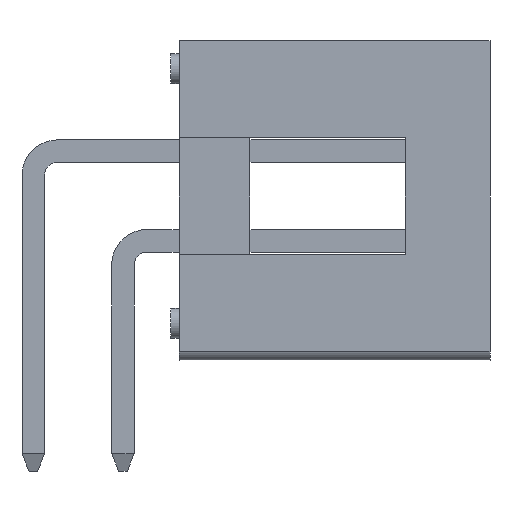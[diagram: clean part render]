
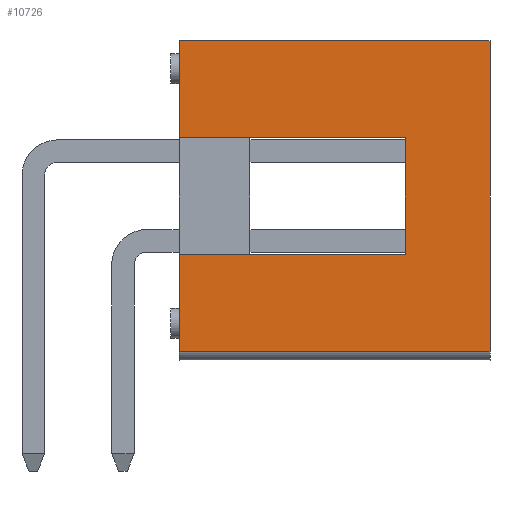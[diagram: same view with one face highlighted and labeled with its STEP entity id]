
A CAD part, front view. The second image highlights one B-rep face of the part: STEP entity #10726.
In plain terms, the highlighted face is planar.
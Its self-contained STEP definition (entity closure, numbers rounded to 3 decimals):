
#239=LINE('',#14197,#1226);
#254=LINE('',#14224,#1241);
#256=LINE('',#14228,#1243);
#260=LINE('',#14241,#1247);
#262=LINE('',#14245,#1249);
#263=LINE('',#14247,#1250);
#264=LINE('',#14248,#1251);
#265=LINE('',#14250,#1252);
#1226=VECTOR('',#12054,1000.);
#1241=VECTOR('',#12077,1000.);
#1243=VECTOR('',#12081,1000.);
#1247=VECTOR('',#12093,1000.);
#1249=VECTOR('',#12097,1000.);
#1250=VECTOR('',#12098,1000.);
#1251=VECTOR('',#12099,1000.);
#1252=VECTOR('',#12100,1000.);
#2377=ORIENTED_EDGE('',*,*,#4429,.T.);
#2378=ORIENTED_EDGE('',*,*,#4404,.F.);
#2379=ORIENTED_EDGE('',*,*,#4421,.T.);
#2380=ORIENTED_EDGE('',*,*,#4419,.T.);
#2381=ORIENTED_EDGE('',*,*,#4430,.T.);
#2382=ORIENTED_EDGE('',*,*,#4427,.F.);
#2383=ORIENTED_EDGE('',*,*,#4431,.F.);
#2384=ORIENTED_EDGE('',*,*,#4432,.T.);
#4404=EDGE_CURVE('',#5406,#5404,#239,.T.);
#4419=EDGE_CURVE('',#5415,#5414,#254,.T.);
#4421=EDGE_CURVE('',#5406,#5415,#256,.T.);
#4427=EDGE_CURVE('',#5420,#5421,#260,.T.);
#4429=EDGE_CURVE('',#5422,#5404,#262,.T.);
#4430=EDGE_CURVE('',#5414,#5421,#263,.T.);
#4431=EDGE_CURVE('',#5423,#5420,#264,.T.);
#4432=EDGE_CURVE('',#5423,#5422,#265,.T.);
#5404=VERTEX_POINT('',#14192);
#5406=VERTEX_POINT('',#14196);
#5414=VERTEX_POINT('',#14223);
#5415=VERTEX_POINT('',#14225);
#5420=VERTEX_POINT('',#14240);
#5421=VERTEX_POINT('',#14242);
#5422=VERTEX_POINT('',#14246);
#5423=VERTEX_POINT('',#14249);
#6073=EDGE_LOOP('',(#2377,#2378,#2379,#2380,#2381,#2382,#2383,#2384));
#6578=FACE_BOUND('',#6073,.T.);
#7070=PLANE('',#11208);
#10726=ADVANCED_FACE('',(#6578),#7070,.T.);
#11208=AXIS2_PLACEMENT_3D('',#14244,#12095,#12096);
#12054=DIRECTION('',(0.,0.,-1.));
#12077=DIRECTION('',(0.,0.,-1.));
#12081=DIRECTION('',(0.,1.,0.));
#12093=DIRECTION('',(0.,0.,-1.));
#12095=DIRECTION('',(1.,0.,0.));
#12096=DIRECTION('',(0.,0.,-1.));
#12097=DIRECTION('',(0.,1.,0.));
#12098=DIRECTION('',(0.,1.,0.));
#12099=DIRECTION('',(0.,1.,0.));
#12100=DIRECTION('',(0.,0.,-1.));
#14192=CARTESIAN_POINT('',(13.99,-1.65,-4.4));
#14196=CARTESIAN_POINT('',(13.99,-1.65,2.));
#14197=CARTESIAN_POINT('',(13.99,-1.65,2.));
#14223=CARTESIAN_POINT('',(13.99,1.65,-4.4));
#14224=CARTESIAN_POINT('',(13.99,1.65,2.));
#14225=CARTESIAN_POINT('',(13.99,1.65,2.));
#14228=CARTESIAN_POINT('',(13.99,-1.65,2.));
#14240=CARTESIAN_POINT('',(13.99,4.4,4.4));
#14241=CARTESIAN_POINT('',(13.99,4.4,4.4));
#14242=CARTESIAN_POINT('',(13.99,4.4,-4.4));
#14244=CARTESIAN_POINT('',(13.99,-4.4,4.4));
#14245=CARTESIAN_POINT('',(13.99,-4.4,-4.4));
#14246=CARTESIAN_POINT('',(13.99,-4.4,-4.4));
#14247=CARTESIAN_POINT('',(13.99,-4.4,-4.4));
#14248=CARTESIAN_POINT('',(13.99,-4.4,4.4));
#14249=CARTESIAN_POINT('',(13.99,-4.4,4.4));
#14250=CARTESIAN_POINT('',(13.99,-4.4,4.4));
